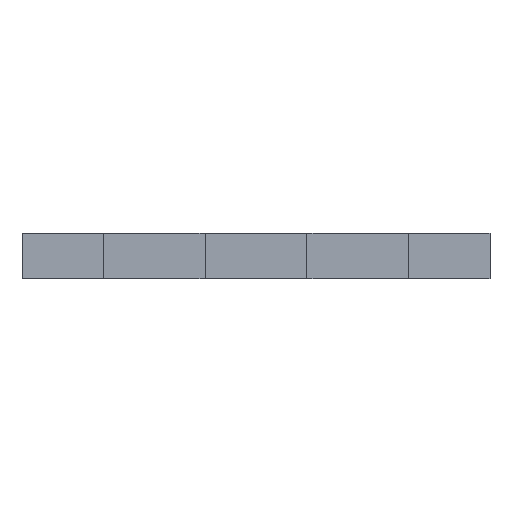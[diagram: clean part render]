
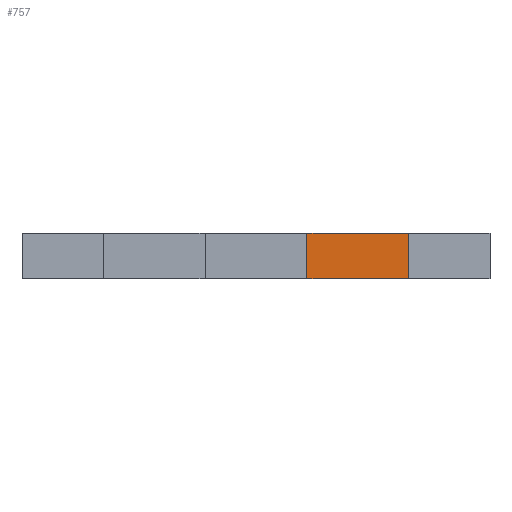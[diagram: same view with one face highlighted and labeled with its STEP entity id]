
A CAD part, left-side view. The second image highlights one B-rep face of the part: STEP entity #757.
In plain terms, the highlighted planar face has unit normal (-1, 0, 0).
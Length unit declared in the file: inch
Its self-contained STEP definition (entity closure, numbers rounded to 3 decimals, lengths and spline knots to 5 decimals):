
#31=FACE_OUTER_BOUND('',#69,.T.);
#69=EDGE_LOOP('',(#551,#552,#553,#554));
#139=LINE('',#1122,#247);
#140=LINE('',#1125,#248);
#141=LINE('',#1127,#249);
#142=LINE('',#1128,#250);
#247=VECTOR('',#919,0.3937);
#248=VECTOR('',#922,0.3937);
#249=VECTOR('',#923,0.3937);
#250=VECTOR('',#924,0.3937);
#339=VERTEX_POINT('',#1118);
#340=VERTEX_POINT('',#1120);
#341=VERTEX_POINT('',#1124);
#342=VERTEX_POINT('',#1126);
#427=EDGE_CURVE('',#339,#340,#139,.T.);
#428=EDGE_CURVE('',#341,#339,#140,.T.);
#429=EDGE_CURVE('',#342,#340,#141,.T.);
#430=EDGE_CURVE('',#341,#342,#142,.T.);
#551=ORIENTED_EDGE('',*,*,#428,.T.);
#552=ORIENTED_EDGE('',*,*,#427,.T.);
#553=ORIENTED_EDGE('',*,*,#429,.F.);
#554=ORIENTED_EDGE('',*,*,#430,.F.);
#719=PLANE('',#815);
#757=ADVANCED_FACE('',(#31),#719,.T.);
#815=AXIS2_PLACEMENT_3D('',#1123,#920,#921);
#919=DIRECTION('',(0.,0.,1.));
#920=DIRECTION('center_axis',(-1.,0.,0.));
#921=DIRECTION('ref_axis',(0.,-1.,0.));
#922=DIRECTION('',(0.,-1.,0.));
#923=DIRECTION('',(0.,-1.,0.));
#924=DIRECTION('',(0.,0.,1.));
#1118=CARTESIAN_POINT('',(2.71654,0.32972,0.));
#1120=CARTESIAN_POINT('',(2.71654,0.32972,0.11811));
#1122=CARTESIAN_POINT('',(2.71654,0.32972,0.));
#1123=CARTESIAN_POINT('Origin',(2.71654,0.59547,0.));
#1124=CARTESIAN_POINT('',(2.71654,0.59547,0.));
#1125=CARTESIAN_POINT('',(2.71654,0.59547,0.));
#1126=CARTESIAN_POINT('',(2.71654,0.59547,0.11811));
#1127=CARTESIAN_POINT('',(2.71654,0.59547,0.11811));
#1128=CARTESIAN_POINT('',(2.71654,0.59547,0.));
